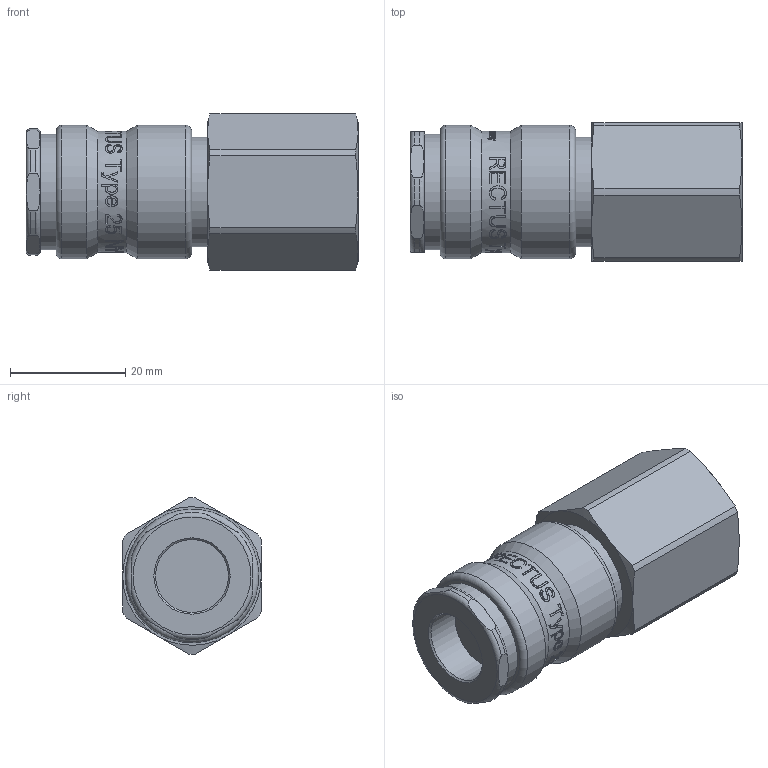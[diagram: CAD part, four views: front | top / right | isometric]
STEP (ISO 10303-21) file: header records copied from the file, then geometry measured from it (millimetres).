
FILE_DESCRIPTION(/* description */ (''),/* implementation_level */ '2;1');
FILE_NAME(/* name */ '25kbiw21bpn0.stp',/* time_stamp */ '2020-08-20T07:19:41+02:00',/* author */ ('IA176480'),/* organization */ (''),/* preprocessor_version */ 'ST-DEVELOPER v17.2',/* originating_system */ 'Autodesk Inventor 2019',/* authorisation */ '');
FILE_SCHEMA (('CONFIG_CONTROL_DESIGN'));
Products named in the file (1): 25KBIW21BPN0
Bounding box: 57.5 x 24.03 x 27.05 mm (x, y, z)
Volume: 19762.7 mm3; surface area: 9389.4 mm2
Topology: 2 solids, 2 shells, 504 faces, 1365 edges, 911 vertices
Faces by surface type: bspline 223, plane 194, cylinder 64, cone 18, torus 5
Full cylindrical faces by diameter (mm): 12.6 x1, 16.685 x1, 17.25 x1, 18.631 x1, 18.95 x1, 19.35 x1, 20 x1, 20.05 x1, 21 x1, 23.15 x2
Entity records: 70772 total; most frequent: CARTESIAN_POINT 59253, ORIENTED_EDGE 2730, DIRECTION 1483, EDGE_CURVE 1365, VERTEX_POINT 911, B_SPLINE_CURVE_WITH_KNOTS 624, EDGE_LOOP 552, LINE 515
